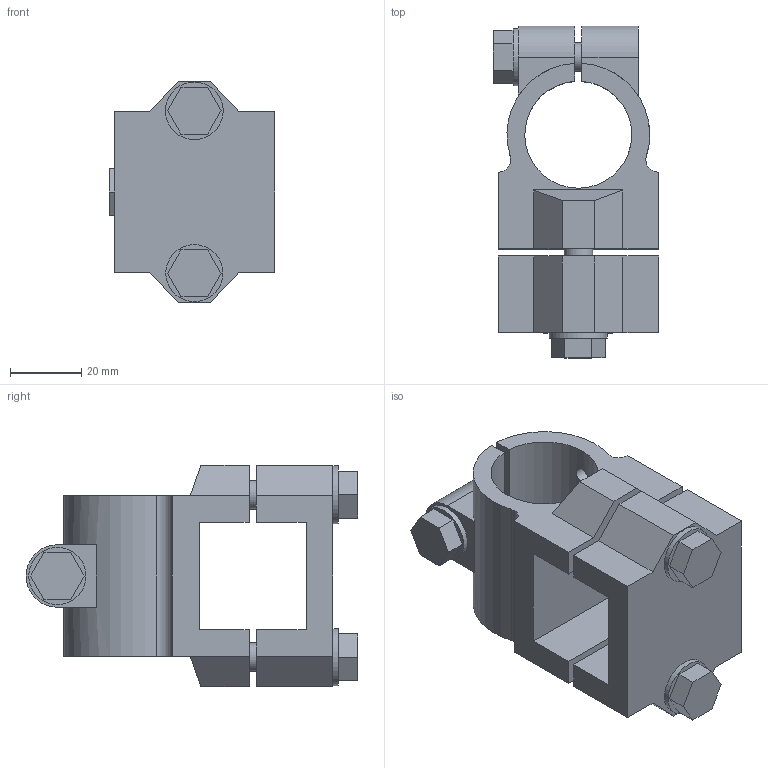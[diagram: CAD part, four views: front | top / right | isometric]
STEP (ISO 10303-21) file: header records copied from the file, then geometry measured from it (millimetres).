
FILE_DESCRIPTION( ( 'STEP AP214' ), '1' );
FILE_NAME( 'K0497.3030.stp', '2020-12-08T10:36:19', ( '' ), ( '' ), ' ', 'PARTsolutions', ' ' );
FILE_SCHEMA( ( 'AUTOMOTIVE_DESIGN { 1 0 10303 214 1 1 1 1 }' ) );
Length unit declared in the file: millimetre
Products named in the file (1): _K0497.3030
Bounding box: 46.3 x 93 x 62 mm (x, y, z)
Volume: 82343.9 mm3; surface area: 32553.2 mm2
Topology: 1 solids, 3 shells, 137 faces, 334 edges, 222 vertices
Faces by surface type: plane 108, cylinder 24, cone 5
Full cylindrical faces by diameter (mm): 4.5 x2, 6.647 x3, 7.5 x2, 8 x3, 8.5 x2, 9 x2, 16 x2, 16.2 x1
Entity records: 5204 total; most frequent: CARTESIAN_POINT 906, DIRECTION 634, ORIENTED_EDGE 618, EDGE_CURVE 309, LINE 252, VECTOR 252, VERTEX_POINT 219, AXIS2_PLACEMENT_3D 191
